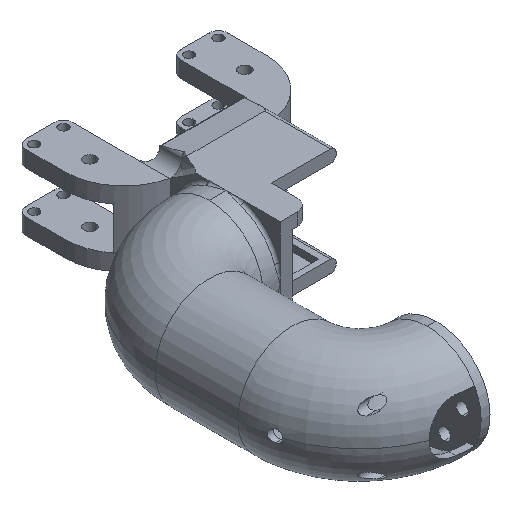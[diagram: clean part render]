
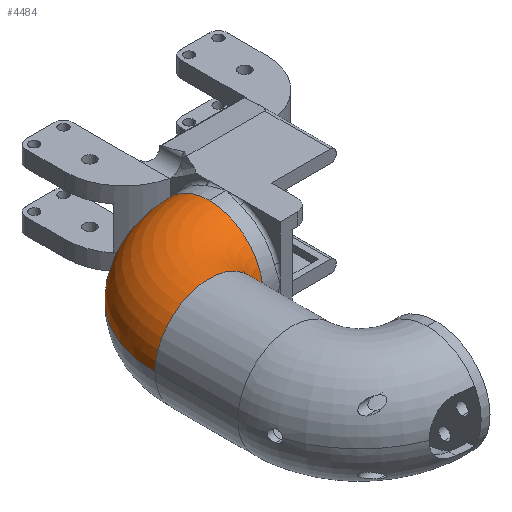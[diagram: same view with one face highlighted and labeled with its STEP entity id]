
A CAD part, isometric view. The second image highlights one B-rep face of the part: STEP entity #4484.
In plain terms, the highlighted toroidal (fillet/blend) face has major radius 23.142 mm and minor radius 18.5 mm.
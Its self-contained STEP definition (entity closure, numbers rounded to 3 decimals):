
#21 = CIRCLE ( 'NONE', #158, 41.641 ) ;
#78 = VERTEX_POINT ( 'NONE', #5246 ) ;
#158 = AXIS2_PLACEMENT_3D ( 'NONE', #4603, #832, #2148 ) ;
#376 = CARTESIAN_POINT ( 'NONE',  ( -27.909, -47.141, -12.75 ) ) ;
#436 = EDGE_CURVE ( 'NONE', #7696, #4417, #7957, .T. ) ;
#505 = DIRECTION ( 'NONE',  ( 0., -1., 0. ) ) ;
#582 = EDGE_CURVE ( 'NONE', #2997, #4906, #3531, .T. ) ;
#590 = CARTESIAN_POINT ( 'NONE',  ( -30.112, -48.574, -5.314 ) ) ;
#620 = CARTESIAN_POINT ( 'NONE',  ( -28.014, -47.141, -10.874 ) ) ;
#631 = CARTESIAN_POINT ( 'NONE',  ( -29.505, -47.534, -6.053 ) ) ;
#776 = CARTESIAN_POINT ( 'NONE',  ( -23.998, -26.5, 5.75 ) ) ;
#832 = DIRECTION ( 'NONE',  ( 0., 0., 1. ) ) ;
#984 = EDGE_CURVE ( 'NONE', #5357, #2997, #2846, .T. ) ;
#1019 = ORIENTED_EDGE ( 'NONE', *, *, #6140, .T. ) ;
#1052 = AXIS2_PLACEMENT_3D ( 'NONE', #2888, #4155, #5464 ) ;
#1169 = DIRECTION ( 'NONE',  ( 0., 0., 1. ) ) ;
#1198 = CARTESIAN_POINT ( 'NONE',  ( -28.322, -47.141, -9.036 ) ) ;
#1249 = CARTESIAN_POINT ( 'NONE',  ( -29.576, -47.613, -5.954 ) ) ;
#1326 = CARTESIAN_POINT ( 'NONE',  ( -29.902, -48.091, -5.543 ) ) ;
#1502 = DIRECTION ( 'NONE',  ( -1., 0., 0. ) ) ;
#1789 = EDGE_CURVE ( 'NONE', #4417, #78, #3163, .T. ) ;
#1839 = TOROIDAL_SURFACE ( 'NONE', #5359, 23.141, 18.5 ) ;
#2025 = B_SPLINE_CURVE_WITH_KNOTS ( 'NONE', 3,
 ( #4355, #5620, #2475, #7410, #4433, #5089, #5657, #631, #1249, #4312, #3778, #1326, #2551, #590, #5581, #4268 ),
 .UNSPECIFIED., .F., .F.,
 ( 4, 2, 2, 2, 2, 2, 2, 4 ),
 ( 0., 0., 0.001, 0.001, 0.002, 0.002, 0.003, 0.003 ),
 .UNSPECIFIED. ) ;
#2148 = DIRECTION ( 'NONE',  ( 1., 0., 0. ) ) ;
#2340 = DIRECTION ( 'NONE',  ( -1., 0., 0. ) ) ;
#2475 = CARTESIAN_POINT ( 'NONE',  ( -28.975, -47.155, -6.983 ) ) ;
#2551 = CARTESIAN_POINT ( 'NONE',  ( -29.96, -48.207, -5.477 ) ) ;
#2846 = CIRCLE ( 'NONE', #5714, 18.5 ) ;
#2870 = CARTESIAN_POINT ( 'NONE',  ( -23.998, -49.641, -12.75 ) ) ;
#2883 = CARTESIAN_POINT ( 'NONE',  ( -23.998, -8., -12.75 ) ) ;
#2888 = CARTESIAN_POINT ( 'NONE',  ( -23.998, -26.5, -12.75 ) ) ;
#2997 = VERTEX_POINT ( 'NONE', #776 ) ;
#3163 = CIRCLE ( 'NONE', #4997, 18.5 ) ;
#3427 = CIRCLE ( 'NONE', #7994, 4.641 ) ;
#3441 = ORIENTED_EDGE ( 'NONE', *, *, #3876, .F. ) ;
#3443 = DIRECTION ( 'NONE',  ( 1., 0., 0. ) ) ;
#3531 = CIRCLE ( 'NONE', #1052, 18.5 ) ;
#3636 = ORIENTED_EDGE ( 'NONE', *, *, #4972, .F. ) ;
#3778 = CARTESIAN_POINT ( 'NONE',  ( -29.778, -47.882, -5.691 ) ) ;
#3827 = ORIENTED_EDGE ( 'NONE', *, *, #7372, .F. ) ;
#3846 = CARTESIAN_POINT ( 'NONE',  ( -23.998, -45., -12.75 ) ) ;
#3848 = CARTESIAN_POINT ( 'NONE',  ( -28.872, -47.141, -7.25 ) ) ;
#3876 = EDGE_CURVE ( 'NONE', #5357, #6325, #3427, .T. ) ;
#3895 = ORIENTED_EDGE ( 'NONE', *, *, #582, .T. ) ;
#3955 = CARTESIAN_POINT ( 'NONE',  ( -23.998, -49.641, -5.25 ) ) ;
#4155 = DIRECTION ( 'NONE',  ( -1., 0., 0. ) ) ;
#4159 = CARTESIAN_POINT ( 'NONE',  ( -30.228, -49.641, -5.25 ) ) ;
#4268 = CARTESIAN_POINT ( 'NONE',  ( -30.208, -49.141, -5.25 ) ) ;
#4280 = DIRECTION ( 'NONE',  ( 1., 0., 0. ) ) ;
#4312 = CARTESIAN_POINT ( 'NONE',  ( -29.713, -47.787, -5.773 ) ) ;
#4355 = CARTESIAN_POINT ( 'NONE',  ( -28.872, -47.141, -7.25 ) ) ;
#4387 = CARTESIAN_POINT ( 'NONE',  ( -27.909, -47.141, -12.281 ) ) ;
#4390 = ORIENTED_EDGE ( 'NONE', *, *, #984, .T. ) ;
#4417 = VERTEX_POINT ( 'NONE', #4159 ) ;
#4433 = CARTESIAN_POINT ( 'NONE',  ( -29.16, -47.244, -6.606 ) ) ;
#4454 = AXIS2_PLACEMENT_3D ( 'NONE', #3955, #7704, #1502 ) ;
#4484 = ADVANCED_FACE ( 'NONE', ( #7336 ), #1839, .T. ) ;
#4603 = CARTESIAN_POINT ( 'NONE',  ( -23.998, -49.641, -12.75 ) ) ;
#4706 = CARTESIAN_POINT ( 'NONE',  ( -30.208, -49.141, -5.25 ) ) ;
#4793 = DIRECTION ( 'NONE',  ( 0., 0., 1. ) ) ;
#4820 = CARTESIAN_POINT ( 'NONE',  ( -28.872, -47.141, -7.25 ) ) ;
#4906 = VERTEX_POINT ( 'NONE', #2883 ) ;
#4972 = EDGE_CURVE ( 'NONE', #6977, #7696, #2025, .T. ) ;
#4997 = AXIS2_PLACEMENT_3D ( 'NONE', #5541, #505, #6113 ) ;
#5041 = CARTESIAN_POINT ( 'NONE',  ( -28.077, -47.141, -10.411 ) ) ;
#5051 = EDGE_LOOP ( 'NONE', ( #3895, #1019, #7219, #6889, #3636, #3827, #3441, #4390 ) ) ;
#5089 = CARTESIAN_POINT ( 'NONE',  ( -29.295, -47.34, -6.372 ) ) ;
#5095 = DIRECTION ( 'NONE',  ( 0., 0., 1. ) ) ;
#5246 = CARTESIAN_POINT ( 'NONE',  ( -65.64, -49.641, -12.75 ) ) ;
#5357 = VERTEX_POINT ( 'NONE', #3846 ) ;
#5359 = AXIS2_PLACEMENT_3D ( 'NONE', #5391, #1169, #4280 ) ;
#5391 = CARTESIAN_POINT ( 'NONE',  ( -23.998, -49.641, -12.75 ) ) ;
#5464 = DIRECTION ( 'NONE',  ( 0., 0., 1. ) ) ;
#5541 = CARTESIAN_POINT ( 'NONE',  ( -47.14, -49.641, -12.75 ) ) ;
#5581 = CARTESIAN_POINT ( 'NONE',  ( -30.185, -48.853, -5.25 ) ) ;
#5620 = CARTESIAN_POINT ( 'NONE',  ( -28.92, -47.141, -7.113 ) ) ;
#5651 = CARTESIAN_POINT ( 'NONE',  ( -27.909, -47.141, -12.75 ) ) ;
#5657 = CARTESIAN_POINT ( 'NONE',  ( -29.365, -47.398, -6.262 ) ) ;
#5714 = AXIS2_PLACEMENT_3D ( 'NONE', #8009, #2340, #4793 ) ;
#6113 = DIRECTION ( 'NONE',  ( 0., 0., 1. ) ) ;
#6140 = EDGE_CURVE ( 'NONE', #4906, #78, #21, .T. ) ;
#6236 = CARTESIAN_POINT ( 'NONE',  ( -27.93, -47.141, -11.808 ) ) ;
#6325 = VERTEX_POINT ( 'NONE', #376 ) ;
#6843 = CARTESIAN_POINT ( 'NONE',  ( -28.562, -47.141, -8.136 ) ) ;
#6889 = ORIENTED_EDGE ( 'NONE', *, *, #436, .F. ) ;
#6977 = VERTEX_POINT ( 'NONE', #4820 ) ;
#7219 = ORIENTED_EDGE ( 'NONE', *, *, #1789, .F. ) ;
#7336 = FACE_OUTER_BOUND ( 'NONE', #5051, .T. ) ;
#7372 = EDGE_CURVE ( 'NONE', #6325, #6977, #7525, .T. ) ;
#7410 = CARTESIAN_POINT ( 'NONE',  ( -29.094, -47.206, -6.729 ) ) ;
#7525 = B_SPLINE_CURVE_WITH_KNOTS ( 'NONE', 3,
 ( #5651, #4387, #6236, #620, #5041, #1198, #6843, #3848 ),
 .UNSPECIFIED., .F., .F.,
 ( 4, 2, 2, 4 ),
 ( 0.043, 0.044, 0.046, 0.048 ),
 .UNSPECIFIED. ) ;
#7696 = VERTEX_POINT ( 'NONE', #4706 ) ;
#7704 = DIRECTION ( 'NONE',  ( 0., 0., 1. ) ) ;
#7957 = CIRCLE ( 'NONE', #4454, 6.23 ) ;
#7994 = AXIS2_PLACEMENT_3D ( 'NONE', #2870, #5095, #3443 ) ;
#8009 = CARTESIAN_POINT ( 'NONE',  ( -23.998, -26.5, -12.75 ) ) ;
